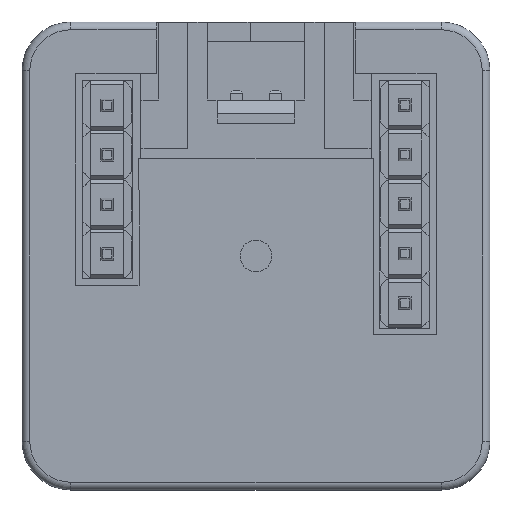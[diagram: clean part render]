
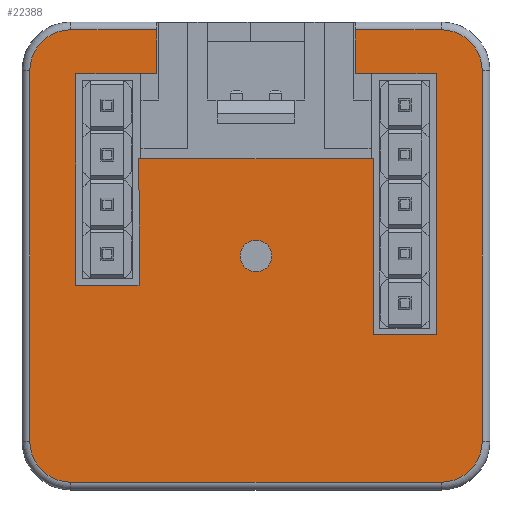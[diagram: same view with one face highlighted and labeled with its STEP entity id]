
A CAD part, front view. The second image highlights one B-rep face of the part: STEP entity #22388.
In plain terms, the highlighted planar face has unit normal (0, -1, 0).
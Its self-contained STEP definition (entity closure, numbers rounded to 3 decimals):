
#755=CIRCLE('',#24173,2.1);
#759=CIRCLE('',#24179,2.1);
#763=CIRCLE('',#24185,2.1);
#767=CIRCLE('',#24191,2.1);
#769=CIRCLE('',#24195,0.812);
#905=FACE_BOUND('',#3419,.T.);
#2120=FACE_OUTER_BOUND('',#3418,.T.);
#3418=EDGE_LOOP('',(#19492,#19493,#19494,#19495,#19496,#19497,#19498,#19499,
#19500,#19501,#19502,#19503,#19504,#19505,#19506,#19507,#19508,#19509,#19510,
#19511));
#3419=EDGE_LOOP('',(#19512));
#5925=LINE('',#36215,#8570);
#5937=LINE('',#36242,#8582);
#5939=LINE('',#36248,#8584);
#5940=LINE('',#36259,#8585);
#5942=LINE('',#36271,#8587);
#5944=LINE('',#36283,#8589);
#5946=LINE('',#36292,#8591);
#5948=LINE('',#36296,#8593);
#5949=LINE('',#36298,#8594);
#5950=LINE('',#36300,#8595);
#5951=LINE('',#36302,#8596);
#5952=LINE('',#36304,#8597);
#5953=LINE('',#36306,#8598);
#5954=LINE('',#36308,#8599);
#5955=LINE('',#36310,#8600);
#5956=LINE('',#36311,#8601);
#8570=VECTOR('',#29789,10.);
#8582=VECTOR('',#29809,10.);
#8584=VECTOR('',#29815,10.);
#8585=VECTOR('',#29828,10.);
#8587=VECTOR('',#29842,10.);
#8589=VECTOR('',#29856,10.);
#8591=VECTOR('',#29868,10.);
#8593=VECTOR('',#29872,10.);
#8594=VECTOR('',#29873,10.);
#8595=VECTOR('',#29874,10.);
#8596=VECTOR('',#29875,10.);
#8597=VECTOR('',#29876,10.);
#8598=VECTOR('',#29877,10.);
#8599=VECTOR('',#29878,10.);
#8600=VECTOR('',#29879,10.);
#8601=VECTOR('',#29880,10.);
#10565=VERTEX_POINT('',#36205);
#10569=VERTEX_POINT('',#36213);
#10576=VERTEX_POINT('',#36232);
#10580=VERTEX_POINT('',#36240);
#10582=VERTEX_POINT('',#36246);
#10584=VERTEX_POINT('',#36251);
#10586=VERTEX_POINT('',#36257);
#10588=VERTEX_POINT('',#36263);
#10590=VERTEX_POINT('',#36269);
#10592=VERTEX_POINT('',#36275);
#10594=VERTEX_POINT('',#36281);
#10596=VERTEX_POINT('',#36287);
#10597=VERTEX_POINT('',#36295);
#10598=VERTEX_POINT('',#36297);
#10599=VERTEX_POINT('',#36299);
#10600=VERTEX_POINT('',#36301);
#10601=VERTEX_POINT('',#36303);
#10602=VERTEX_POINT('',#36305);
#10603=VERTEX_POINT('',#36307);
#10604=VERTEX_POINT('',#36309);
#10605=VERTEX_POINT('',#36312);
#13570=EDGE_CURVE('',#10569,#10565,#5925,.T.);
#13583=EDGE_CURVE('',#10580,#10576,#5937,.T.);
#13586=EDGE_CURVE('',#10582,#10580,#5939,.T.);
#13588=EDGE_CURVE('',#10584,#10582,#755,.T.);
#13591=EDGE_CURVE('',#10586,#10584,#5940,.T.);
#13594=EDGE_CURVE('',#10588,#10586,#759,.T.);
#13597=EDGE_CURVE('',#10590,#10588,#5942,.T.);
#13600=EDGE_CURVE('',#10592,#10590,#763,.T.);
#13603=EDGE_CURVE('',#10594,#10592,#5944,.T.);
#13606=EDGE_CURVE('',#10596,#10594,#767,.T.);
#13608=EDGE_CURVE('',#10596,#10565,#5946,.T.);
#13610=EDGE_CURVE('',#10597,#10569,#5948,.T.);
#13611=EDGE_CURVE('',#10597,#10598,#5949,.T.);
#13612=EDGE_CURVE('',#10598,#10599,#5950,.T.);
#13613=EDGE_CURVE('',#10599,#10600,#5951,.T.);
#13614=EDGE_CURVE('',#10600,#10601,#5952,.T.);
#13615=EDGE_CURVE('',#10601,#10602,#5953,.T.);
#13616=EDGE_CURVE('',#10602,#10603,#5954,.T.);
#13617=EDGE_CURVE('',#10603,#10604,#5955,.T.);
#13618=EDGE_CURVE('',#10604,#10576,#5956,.T.);
#13619=EDGE_CURVE('',#10605,#10605,#769,.F.);
#19492=ORIENTED_EDGE('',*,*,#13586,.F.);
#19493=ORIENTED_EDGE('',*,*,#13588,.F.);
#19494=ORIENTED_EDGE('',*,*,#13591,.F.);
#19495=ORIENTED_EDGE('',*,*,#13594,.F.);
#19496=ORIENTED_EDGE('',*,*,#13597,.F.);
#19497=ORIENTED_EDGE('',*,*,#13600,.F.);
#19498=ORIENTED_EDGE('',*,*,#13603,.F.);
#19499=ORIENTED_EDGE('',*,*,#13606,.F.);
#19500=ORIENTED_EDGE('',*,*,#13608,.T.);
#19501=ORIENTED_EDGE('',*,*,#13570,.F.);
#19502=ORIENTED_EDGE('',*,*,#13610,.F.);
#19503=ORIENTED_EDGE('',*,*,#13611,.T.);
#19504=ORIENTED_EDGE('',*,*,#13612,.T.);
#19505=ORIENTED_EDGE('',*,*,#13613,.T.);
#19506=ORIENTED_EDGE('',*,*,#13614,.T.);
#19507=ORIENTED_EDGE('',*,*,#13615,.T.);
#19508=ORIENTED_EDGE('',*,*,#13616,.T.);
#19509=ORIENTED_EDGE('',*,*,#13617,.T.);
#19510=ORIENTED_EDGE('',*,*,#13618,.T.);
#19511=ORIENTED_EDGE('',*,*,#13583,.F.);
#19512=ORIENTED_EDGE('',*,*,#13619,.T.);
#21183=PLANE('',#24194);
#22388=ADVANCED_FACE('',(#2120,#905),#21183,.F.);
#24173=AXIS2_PLACEMENT_3D('',#36253,#29820,#29821);
#24179=AXIS2_PLACEMENT_3D('',#36265,#29834,#29835);
#24185=AXIS2_PLACEMENT_3D('',#36277,#29848,#29849);
#24191=AXIS2_PLACEMENT_3D('',#36289,#29862,#29863);
#24194=AXIS2_PLACEMENT_3D('',#36294,#29870,#29871);
#24195=AXIS2_PLACEMENT_3D('',#36313,#29881,#29882);
#29789=DIRECTION('',(0.,0.,1.));
#29809=DIRECTION('',(0.,0.,-1.));
#29815=DIRECTION('',(1.,0.,0.));
#29820=DIRECTION('center_axis',(0.,1.,0.));
#29821=DIRECTION('ref_axis',(-0.707,0.,0.707));
#29828=DIRECTION('',(0.,0.,1.));
#29834=DIRECTION('center_axis',(0.,1.,0.));
#29835=DIRECTION('ref_axis',(-0.707,0.,-0.707));
#29842=DIRECTION('',(-1.,0.,0.));
#29848=DIRECTION('center_axis',(0.,1.,0.));
#29849=DIRECTION('ref_axis',(0.707,0.,-0.707));
#29856=DIRECTION('',(0.,0.,-1.));
#29862=DIRECTION('center_axis',(0.,1.,0.));
#29863=DIRECTION('ref_axis',(0.707,0.,0.707));
#29868=DIRECTION('',(-1.,0.,0.));
#29870=DIRECTION('center_axis',(0.,1.,0.));
#29871=DIRECTION('ref_axis',(1.,0.,0.));
#29872=DIRECTION('',(-1.,0.,0.));
#29873=DIRECTION('',(0.,0.,-1.));
#29874=DIRECTION('',(-1.,0.,0.));
#29875=DIRECTION('',(0.,0.,1.));
#29876=DIRECTION('',(-1.,0.,0.));
#29877=DIRECTION('',(0.,0.,-1.));
#29878=DIRECTION('',(-1.,0.,0.));
#29879=DIRECTION('',(0.,0.,1.));
#29880=DIRECTION('',(1.,0.,0.));
#29881=DIRECTION('center_axis',(0.,-1.,0.));
#29882=DIRECTION('ref_axis',(1.,0.,0.));
#36205=CARTESIAN_POINT('',(5.1,0.,11.6));
#36213=CARTESIAN_POINT('',(5.1,0.,9.35));
#36215=CARTESIAN_POINT('',(5.1,0.,11.6));
#36232=CARTESIAN_POINT('',(-5.1,0.,9.35));
#36240=CARTESIAN_POINT('',(-5.1,0.,11.6));
#36242=CARTESIAN_POINT('',(-5.1,0.,9.35));
#36246=CARTESIAN_POINT('',(-9.5,0.,11.6));
#36248=CARTESIAN_POINT('',(-4.75,0.,11.6));
#36251=CARTESIAN_POINT('',(-11.6,0.,9.5));
#36253=CARTESIAN_POINT('Origin',(-9.5,0.,9.5));
#36257=CARTESIAN_POINT('',(-11.6,0.,-9.5));
#36259=CARTESIAN_POINT('',(-11.6,0.,-4.75));
#36263=CARTESIAN_POINT('',(-9.5,0.,-11.6));
#36265=CARTESIAN_POINT('Origin',(-9.5,0.,-9.5));
#36269=CARTESIAN_POINT('',(9.5,0.,-11.6));
#36271=CARTESIAN_POINT('',(4.75,0.,-11.6));
#36275=CARTESIAN_POINT('',(11.6,0.,-9.5));
#36277=CARTESIAN_POINT('Origin',(9.5,0.,-9.5));
#36281=CARTESIAN_POINT('',(11.6,0.,9.5));
#36283=CARTESIAN_POINT('',(11.6,0.,4.75));
#36287=CARTESIAN_POINT('',(9.5,0.,11.6));
#36289=CARTESIAN_POINT('Origin',(9.5,0.,9.5));
#36292=CARTESIAN_POINT('',(6.,0.,11.6));
#36294=CARTESIAN_POINT('Origin',(0.,0.,0.));
#36295=CARTESIAN_POINT('',(9.24,0.,9.35));
#36296=CARTESIAN_POINT('',(6.,0.,9.35));
#36297=CARTESIAN_POINT('',(9.24,0.,-4.05));
#36298=CARTESIAN_POINT('',(9.24,0.,4.675));
#36299=CARTESIAN_POINT('',(6.,0.,-4.05));
#36300=CARTESIAN_POINT('',(4.62,0.,-4.05));
#36301=CARTESIAN_POINT('',(6.,0.,5.));
#36302=CARTESIAN_POINT('',(6.,0.,-2.025));
#36303=CARTESIAN_POINT('',(-6.,0.,5.));
#36304=CARTESIAN_POINT('',(3.,0.,5.));
#36305=CARTESIAN_POINT('',(-6.,0.,-1.51));
#36306=CARTESIAN_POINT('',(-6.,0.,4.675));
#36307=CARTESIAN_POINT('',(-9.24,0.,-1.51));
#36308=CARTESIAN_POINT('',(-3.,0.,-1.51));
#36309=CARTESIAN_POINT('',(-9.24,0.,9.35));
#36310=CARTESIAN_POINT('',(-9.24,0.,-0.755));
#36311=CARTESIAN_POINT('',(-6.,0.,9.35));
#36312=CARTESIAN_POINT('',(-0.812,0.,0.));
#36313=CARTESIAN_POINT('Origin',(0.,0.,0.));
